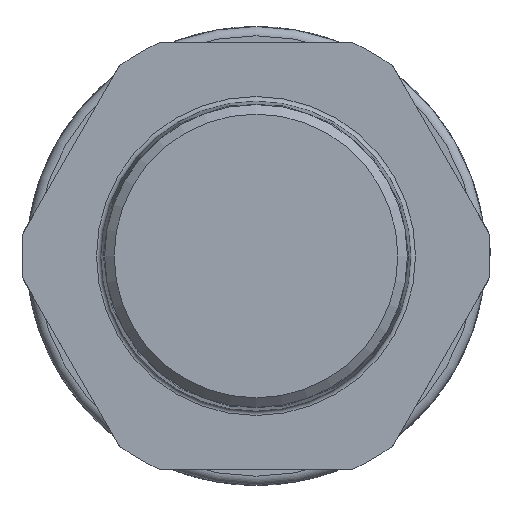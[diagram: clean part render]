
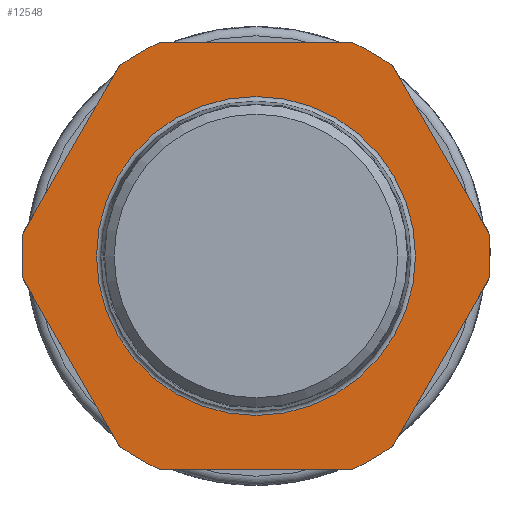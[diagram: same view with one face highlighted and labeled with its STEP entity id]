
A CAD part, left-side view. The second image highlights one B-rep face of the part: STEP entity #12548.
In plain terms, the highlighted planar face has unit normal (-1, 0, 0).
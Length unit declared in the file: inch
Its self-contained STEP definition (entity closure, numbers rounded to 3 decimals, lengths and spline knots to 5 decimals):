
#20=FACE_BOUND('',#2929,.T.);
#951=LINE('',#26141,#1470);
#954=LINE('',#26171,#1473);
#957=LINE('',#26201,#1476);
#960=LINE('',#26231,#1479);
#963=LINE('',#26251,#1482);
#966=LINE('',#26294,#1485);
#1470=VECTOR('',#17073,0.3937);
#1473=VECTOR('',#17078,0.3937);
#1476=VECTOR('',#17083,0.3937);
#1479=VECTOR('',#17088,0.3937);
#1482=VECTOR('',#17093,0.3937);
#1485=VECTOR('',#17098,0.3937);
#1675=PLANE('',#13922);
#2295=FACE_OUTER_BOUND('',#2928,.T.);
#2928=EDGE_LOOP('',(#11035,#11036,#11037,#11038,#11039,#11040,#11041,#11042,
#11043,#11044,#11045,#11046));
#2929=EDGE_LOOP('',(#11047,#11048));
#3646=CIRCLE('',#13906,0.99409);
#3648=CIRCLE('',#13909,0.99409);
#3649=CIRCLE('',#13911,0.99409);
#3652=CIRCLE('',#13915,0.99409);
#3653=CIRCLE('',#13917,0.99409);
#3657=CIRCLE('',#13923,0.99409);
#3658=CIRCLE('',#13924,0.67717);
#3659=CIRCLE('',#13925,0.67717);
#5374=VERTEX_POINT('',#26138);
#5375=VERTEX_POINT('',#26140);
#5378=VERTEX_POINT('',#26168);
#5379=VERTEX_POINT('',#26170);
#5382=VERTEX_POINT('',#26198);
#5383=VERTEX_POINT('',#26200);
#5386=VERTEX_POINT('',#26228);
#5387=VERTEX_POINT('',#26230);
#5390=VERTEX_POINT('',#26248);
#5391=VERTEX_POINT('',#26250);
#5395=VERTEX_POINT('',#26291);
#5396=VERTEX_POINT('',#26293);
#5397=VERTEX_POINT('',#26316);
#5398=VERTEX_POINT('',#26317);
#7249=EDGE_CURVE('',#5375,#5374,#951,.T.);
#7253=EDGE_CURVE('',#5379,#5378,#954,.T.);
#7257=EDGE_CURVE('',#5383,#5382,#957,.T.);
#7261=EDGE_CURVE('',#5387,#5386,#960,.T.);
#7265=EDGE_CURVE('',#5391,#5390,#963,.T.);
#7270=EDGE_CURVE('',#5396,#5395,#966,.T.);
#7273=EDGE_CURVE('',#5396,#5386,#3646,.T.);
#7275=EDGE_CURVE('',#5387,#5382,#3648,.T.);
#7276=EDGE_CURVE('',#5379,#5390,#3649,.T.);
#7279=EDGE_CURVE('',#5383,#5378,#3652,.T.);
#7280=EDGE_CURVE('',#5375,#5395,#3653,.T.);
#7284=EDGE_CURVE('',#5391,#5374,#3657,.T.);
#7285=EDGE_CURVE('',#5397,#5398,#3658,.T.);
#7286=EDGE_CURVE('',#5398,#5397,#3659,.T.);
#11035=ORIENTED_EDGE('',*,*,#7249,.T.);
#11036=ORIENTED_EDGE('',*,*,#7284,.F.);
#11037=ORIENTED_EDGE('',*,*,#7265,.T.);
#11038=ORIENTED_EDGE('',*,*,#7276,.F.);
#11039=ORIENTED_EDGE('',*,*,#7253,.T.);
#11040=ORIENTED_EDGE('',*,*,#7279,.F.);
#11041=ORIENTED_EDGE('',*,*,#7257,.T.);
#11042=ORIENTED_EDGE('',*,*,#7275,.F.);
#11043=ORIENTED_EDGE('',*,*,#7261,.T.);
#11044=ORIENTED_EDGE('',*,*,#7273,.F.);
#11045=ORIENTED_EDGE('',*,*,#7270,.T.);
#11046=ORIENTED_EDGE('',*,*,#7280,.F.);
#11047=ORIENTED_EDGE('',*,*,#7285,.T.);
#11048=ORIENTED_EDGE('',*,*,#7286,.T.);
#12548=ADVANCED_FACE('',(#2295,#20),#1675,.T.);
#13906=AXIS2_PLACEMENT_3D('',#26298,#17104,#17105);
#13909=AXIS2_PLACEMENT_3D('',#26301,#17110,#17111);
#13911=AXIS2_PLACEMENT_3D('',#26303,#17114,#17115);
#13915=AXIS2_PLACEMENT_3D('',#26307,#17122,#17123);
#13917=AXIS2_PLACEMENT_3D('',#26309,#17126,#17127);
#13922=AXIS2_PLACEMENT_3D('',#26314,#17136,#17137);
#13923=AXIS2_PLACEMENT_3D('',#26315,#17138,#17139);
#13924=AXIS2_PLACEMENT_3D('',#26318,#17140,#17141);
#13925=AXIS2_PLACEMENT_3D('',#26319,#17142,#17143);
#17073=DIRECTION('',(0.,-0.5,-0.866));
#17078=DIRECTION('',(0.,-0.5,0.866));
#17083=DIRECTION('',(0.,0.5,0.866));
#17088=DIRECTION('',(0.,1.,0.));
#17093=DIRECTION('',(0.,-1.,0.));
#17098=DIRECTION('',(0.,0.5,-0.866));
#17104=DIRECTION('center_axis',(1.,0.,0.));
#17105=DIRECTION('ref_axis',(0.,0.,
1.));
#17110=DIRECTION('center_axis',(1.,0.,0.));
#17111=DIRECTION('ref_axis',(0.,0.,
1.));
#17114=DIRECTION('center_axis',(1.,0.,0.));
#17115=DIRECTION('ref_axis',(0.,0.,
1.));
#17122=DIRECTION('center_axis',(1.,0.,0.));
#17123=DIRECTION('ref_axis',(0.,0.,
1.));
#17126=DIRECTION('center_axis',(1.,0.,0.));
#17127=DIRECTION('ref_axis',(0.,0.,
1.));
#17136=DIRECTION('center_axis',(-1.,0.,0.));
#17137=DIRECTION('ref_axis',(0.,0.,
-1.));
#17138=DIRECTION('center_axis',(1.,0.,0.));
#17139=DIRECTION('ref_axis',(0.,0.,
1.));
#17140=DIRECTION('center_axis',(1.,0.,0.));
#17141=DIRECTION('ref_axis',(0.,0.,
1.));
#17142=DIRECTION('center_axis',(1.,0.,0.));
#17143=DIRECTION('ref_axis',(0.,0.,
1.));
#26138=CARTESIAN_POINT('',(-0.65354,0.57909,-0.80801));
#26140=CARTESIAN_POINT('',(-0.65354,0.9893,-0.0975));
#26141=CARTESIAN_POINT('',(-0.65354,0.76249,-0.49036));
#26168=CARTESIAN_POINT('',(-0.65354,-0.9893,-0.0975));
#26170=CARTESIAN_POINT('',(-0.65354,-0.57909,-0.80801));
#26171=CARTESIAN_POINT('',(-0.65354,-0.80591,-0.41515));
#26198=CARTESIAN_POINT('',(-0.65354,-0.57909,0.80801));
#26200=CARTESIAN_POINT('',(-0.65354,-0.9893,0.0975));
#26201=CARTESIAN_POINT('',(-0.65354,-1.01101,0.0599));
#26228=CARTESIAN_POINT('',(-0.65354,0.41021,0.90551));
#26230=CARTESIAN_POINT('',(-0.65354,-0.41021,0.90551));
#26231=CARTESIAN_POINT('',(-0.65354,-0.70215,0.90551));
#26248=CARTESIAN_POINT('',(-0.65354,-0.41021,-0.90551));
#26250=CARTESIAN_POINT('',(-0.65354,0.41021,-0.90551));
#26251=CARTESIAN_POINT('',(-0.65354,-0.29194,-0.90551));
#26291=CARTESIAN_POINT('',(-0.65354,0.9893,0.0975));
#26293=CARTESIAN_POINT('',(-0.65354,0.57909,0.80801));
#26294=CARTESIAN_POINT('',(-0.65354,0.55738,0.84561));
#26298=CARTESIAN_POINT('Origin',(-0.65354,0.,
0.));
#26301=CARTESIAN_POINT('Origin',(-0.65354,0.,
0.));
#26303=CARTESIAN_POINT('Origin',(-0.65354,0.,
0.));
#26307=CARTESIAN_POINT('Origin',(-0.65354,0.,
0.));
#26309=CARTESIAN_POINT('Origin',(-0.65354,0.,
0.));
#26314=CARTESIAN_POINT('Origin',(-0.65354,-0.99409,
0.));
#26315=CARTESIAN_POINT('Origin',(-0.65354,0.,
0.));
#26316=CARTESIAN_POINT('',(-0.65354,-0.67717,0.));
#26317=CARTESIAN_POINT('',(-0.65354,0.,-0.67717));
#26318=CARTESIAN_POINT('Origin',(-0.65354,0.,
0.));
#26319=CARTESIAN_POINT('Origin',(-0.65354,0.,
0.));
